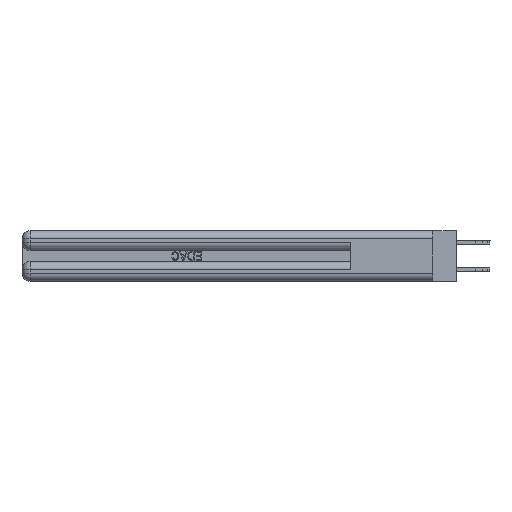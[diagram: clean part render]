
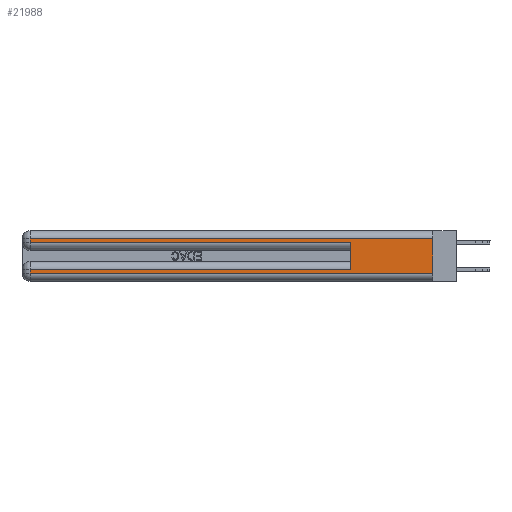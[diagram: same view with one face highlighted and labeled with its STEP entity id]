
A CAD part, left-side view. The second image highlights one B-rep face of the part: STEP entity #21988.
In plain terms, the highlighted planar face has unit normal (-1, 0, 0).
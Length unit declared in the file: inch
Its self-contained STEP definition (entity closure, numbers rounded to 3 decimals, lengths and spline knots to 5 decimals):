
#480 = LINE ( 'NONE', #2210, #32030 ) ;
#733 = VERTEX_POINT ( 'NONE', #39449 ) ;
#1066 = LINE ( 'NONE', #22956, #7781 ) ;
#2210 = CARTESIAN_POINT ( 'NONE',  ( 0., 2.94, 0.37 ) ) ;
#3189 = VECTOR ( 'NONE', #19552, 39.37008 ) ;
#3425 = CARTESIAN_POINT ( 'NONE',  ( 0., 0., 0.37 ) ) ;
#4389 = DIRECTION ( 'NONE',  ( 0., 1., 0. ) ) ;
#4549 = LINE ( 'NONE', #17872, #36523 ) ;
#4712 = PLANE ( 'NONE',  #34682 ) ;
#5274 = EDGE_CURVE ( 'NONE', #25072, #11449, #12287, .T. ) ;
#6235 = DIRECTION ( 'NONE',  ( 0., 0., 1. ) ) ;
#7286 = VERTEX_POINT ( 'NONE', #28620 ) ;
#7781 = VECTOR ( 'NONE', #36537, 39.37008 ) ;
#8209 = EDGE_CURVE ( 'NONE', #8315, #39105, #480, .T. ) ;
#8315 = VERTEX_POINT ( 'NONE', #35104 ) ;
#9252 = DIRECTION ( 'NONE',  ( 0., 0., -1. ) ) ;
#9691 = EDGE_CURVE ( 'NONE', #25072, #7286, #21397, .T. ) ;
#9957 = CARTESIAN_POINT ( 'NONE',  ( 0., 2.94, 0.37 ) ) ;
#10080 = VECTOR ( 'NONE', #12797, 39.37008 ) ;
#11112 = CARTESIAN_POINT ( 'NONE',  ( 0., 0., 0.37 ) ) ;
#11449 = VERTEX_POINT ( 'NONE', #38303 ) ;
#12287 = LINE ( 'NONE', #3425, #3189 ) ;
#12797 = DIRECTION ( 'NONE',  ( 0., 0., -1. ) ) ;
#12997 = ORIENTED_EDGE ( 'NONE', *, *, #22434, .T. ) ;
#14319 = DIRECTION ( 'NONE',  ( 1., 0., 0. ) ) ;
#14962 = CARTESIAN_POINT ( 'NONE',  ( 0., 2.94, 0.06 ) ) ;
#15052 = CARTESIAN_POINT ( 'NONE',  ( 0., 0.6, 0.145 ) ) ;
#15668 = LINE ( 'NONE', #38109, #33301 ) ;
#16543 = EDGE_LOOP ( 'NONE', ( #20295, #34850, #22073, #26936, #17553, #12997, #24470, #31933 ) ) ;
#16973 = DIRECTION ( 'NONE',  ( 0., 0., -1. ) ) ;
#17553 = ORIENTED_EDGE ( 'NONE', *, *, #37648, .F. ) ;
#17872 = CARTESIAN_POINT ( 'NONE',  ( 0., 0., 0.285 ) ) ;
#18552 = EDGE_CURVE ( 'NONE', #733, #29878, #4549, .T. ) ;
#19344 = EDGE_CURVE ( 'NONE', #39105, #11449, #1066, .T. ) ;
#19552 = DIRECTION ( 'NONE',  ( 0., 0., -1. ) ) ;
#20295 = ORIENTED_EDGE ( 'NONE', *, *, #5274, .F. ) ;
#20432 = CARTESIAN_POINT ( 'NONE',  ( 0., 0., 0.31 ) ) ;
#20923 = VERTEX_POINT ( 'NONE', #21386 ) ;
#21386 = CARTESIAN_POINT ( 'NONE',  ( 0., 0.6, 0.085 ) ) ;
#21397 = LINE ( 'NONE', #20432, #33336 ) ;
#21988 = ADVANCED_FACE ( 'NONE', ( #26695 ), #4712, .F. ) ;
#22073 = ORIENTED_EDGE ( 'NONE', *, *, #26437, .T. ) ;
#22434 = EDGE_CURVE ( 'NONE', #20923, #8315, #15668, .T. ) ;
#22956 = CARTESIAN_POINT ( 'NONE',  ( 0., 0., 0.06 ) ) ;
#24470 = ORIENTED_EDGE ( 'NONE', *, *, #8209, .T. ) ;
#25072 = VERTEX_POINT ( 'NONE', #36755 ) ;
#26437 = EDGE_CURVE ( 'NONE', #7286, #733, #34407, .T. ) ;
#26695 = FACE_OUTER_BOUND ( 'NONE', #16543, .T. ) ;
#26936 = ORIENTED_EDGE ( 'NONE', *, *, #18552, .T. ) ;
#28620 = CARTESIAN_POINT ( 'NONE',  ( 0., 2.94, 0.31 ) ) ;
#29878 = VERTEX_POINT ( 'NONE', #37542 ) ;
#30385 = DIRECTION ( 'NONE',  ( 0., -1., 0. ) ) ;
#31311 = VECTOR ( 'NONE', #6235, 39.37008 ) ;
#31933 = ORIENTED_EDGE ( 'NONE', *, *, #19344, .T. ) ;
#32030 = VECTOR ( 'NONE', #9252, 39.37008 ) ;
#32318 = LINE ( 'NONE', #15052, #31311 ) ;
#33301 = VECTOR ( 'NONE', #4389, 39.37008 ) ;
#33336 = VECTOR ( 'NONE', #38732, 39.37008 ) ;
#34407 = LINE ( 'NONE', #9957, #10080 ) ;
#34682 = AXIS2_PLACEMENT_3D ( 'NONE', #11112, #14319, #16973 ) ;
#34850 = ORIENTED_EDGE ( 'NONE', *, *, #9691, .T. ) ;
#35104 = CARTESIAN_POINT ( 'NONE',  ( 0., 2.94, 0.085 ) ) ;
#36523 = VECTOR ( 'NONE', #30385, 39.37008 ) ;
#36537 = DIRECTION ( 'NONE',  ( 0., -1., 0. ) ) ;
#36755 = CARTESIAN_POINT ( 'NONE',  ( 0., 0., 0.31 ) ) ;
#37542 = CARTESIAN_POINT ( 'NONE',  ( 0., 0.6, 0.285 ) ) ;
#37648 = EDGE_CURVE ( 'NONE', #20923, #29878, #32318, .T. ) ;
#38109 = CARTESIAN_POINT ( 'NONE',  ( 0., 0., 0.085 ) ) ;
#38303 = CARTESIAN_POINT ( 'NONE',  ( 0., 0., 0.06 ) ) ;
#38732 = DIRECTION ( 'NONE',  ( 0., 1., 0. ) ) ;
#39105 = VERTEX_POINT ( 'NONE', #14962 ) ;
#39449 = CARTESIAN_POINT ( 'NONE',  ( 0., 2.94, 0.285 ) ) ;
